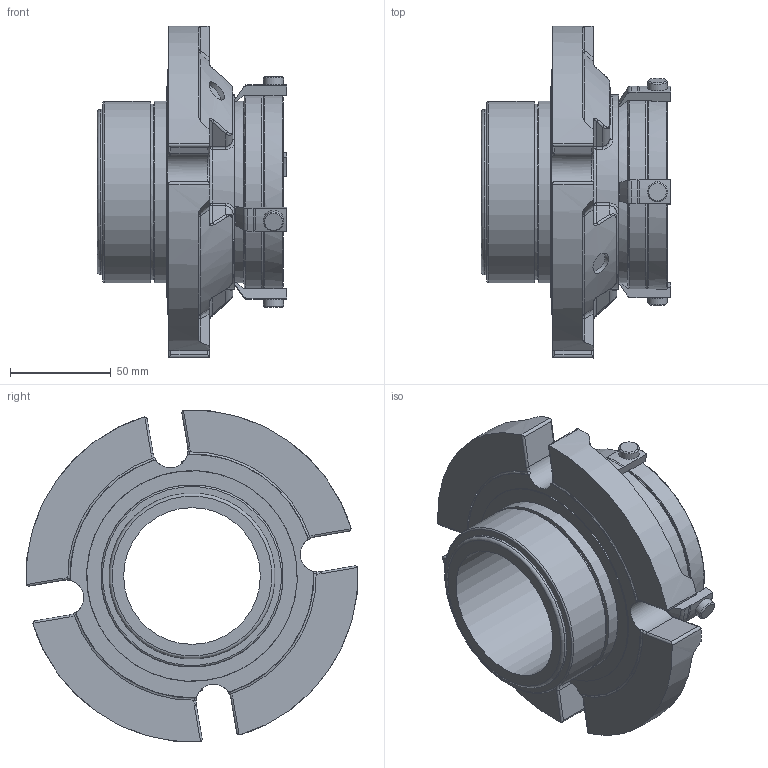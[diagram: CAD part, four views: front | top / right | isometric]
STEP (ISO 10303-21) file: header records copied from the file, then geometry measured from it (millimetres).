
FILE_DESCRIPTION(/* description */ ('Unknown'),/* implementation_level */ '2;1');
FILE_NAME(/* name */ '68mm',/* time_stamp */ '2023-02-06T15:59:56+00:00',/* author */ ('Unknown'),/* organization */ ('Unknown'),/* preprocessor_version */ 'ST-DEVELOPER v16.7',/* originating_system */ 'Solid Edge',/* authorisation */ 'Unknown');
FILE_SCHEMA (('AUTOMOTIVE_DESIGN {1 0 10303 214 3 1 1}'));
Length unit declared in the file: millimetre
Products named in the file (1): 68mm
Bounding box: 94.18 x 165.09 x 165.09 mm (x, y, z)
Volume: 556249.9 mm3; surface area: 103443.1 mm2
Topology: 1 solids, 1 shells, 578 faces, 1463 edges, 922 vertices
Faces by surface type: plane 205, cylinder 157, torus 89, bspline 89, cone 22, sphere 16
Full cylindrical faces by diameter (mm): 3.761 x1, 10 x4, 10.998 x2, 67.996 x1, 73 x1, 75.946 x1, 82.525 x1, 82.55 x1, 87.478 x1, 90.373 x1, 90.475 x1, 90.805 x1, 96.672 x2, 104.775 x1
Entity records: 20124 total; most frequent: CARTESIAN_POINT 7181, ORIENTED_EDGE 2818, DIRECTION 2457, EDGE_CURVE 1409, AXIS2_PLACEMENT_3D 966, VERTEX_POINT 905, EDGE_LOOP 660, FACE_BOUND 660
